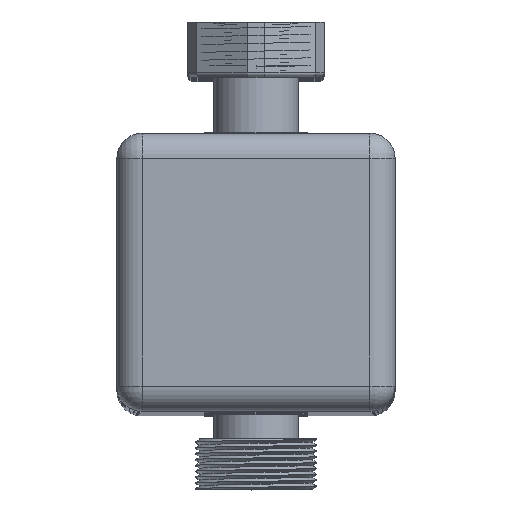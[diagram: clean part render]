
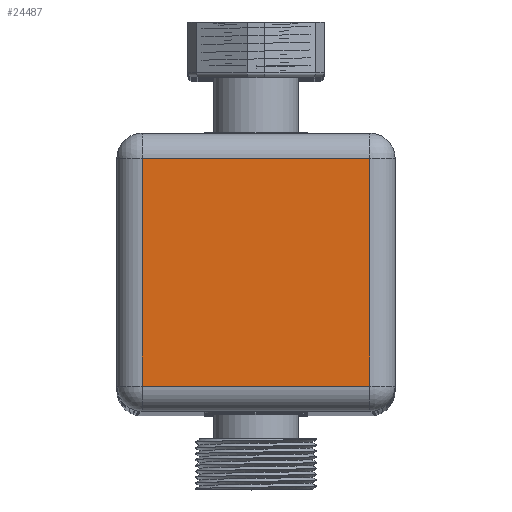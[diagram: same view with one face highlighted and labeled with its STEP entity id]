
A CAD part, top view. The second image highlights one B-rep face of the part: STEP entity #24487.
In plain terms, the highlighted planar face has unit normal (0, 0, 1).
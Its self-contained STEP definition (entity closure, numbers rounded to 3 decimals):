
#23959=DIRECTION('',(-1.,0.,0.));
#23960=VECTOR('',#23959,90.);
#23961=CARTESIAN_POINT('',(45.,45.,25.));
#23962=LINE('',#23961,#23960);
#23967=DIRECTION('',(0.,1.,0.));
#23968=VECTOR('',#23967,90.);
#23969=CARTESIAN_POINT('',(45.,-45.,25.));
#23970=LINE('',#23969,#23968);
#24021=DIRECTION('',(1.,0.,0.));
#24022=VECTOR('',#24021,90.);
#24023=CARTESIAN_POINT('',(-45.,-45.,25.));
#24024=LINE('',#24023,#24022);
#24052=DIRECTION('',(0.,-1.,0.));
#24053=VECTOR('',#24052,90.);
#24054=CARTESIAN_POINT('',(-45.,45.,25.));
#24055=LINE('',#24054,#24053);
#24372=CARTESIAN_POINT('',(-45.,45.,25.));
#24373=VERTEX_POINT('',#24372);
#24374=CARTESIAN_POINT('',(45.,45.,25.));
#24375=VERTEX_POINT('',#24374);
#24378=CARTESIAN_POINT('',(45.,-45.,25.));
#24379=VERTEX_POINT('',#24378);
#24380=CARTESIAN_POINT('',(-45.,-45.,25.));
#24381=VERTEX_POINT('',#24380);
#24473=CARTESIAN_POINT('',(0.,0.,25.));
#24474=DIRECTION('',(0.,0.,1.));
#24475=DIRECTION('',(1.,0.,0.));
#24476=AXIS2_PLACEMENT_3D('',#24473,#24474,#24475);
#24477=PLANE('',#24476);
#24479=ORIENTED_EDGE('',*,*,#24478,.F.);
#24481=ORIENTED_EDGE('',*,*,#24480,.F.);
#24483=ORIENTED_EDGE('',*,*,#24482,.F.);
#24484=ORIENTED_EDGE('',*,*,#24463,.F.);
#24485=EDGE_LOOP('',(#24479,#24481,#24483,#24484));
#24486=FACE_OUTER_BOUND('',#24485,.F.);
#24487=ADVANCED_FACE('',(#24486),#24477,.T.);
#24463=EDGE_CURVE('',#24375,#24373,#23962,.T.);
#24478=EDGE_CURVE('',#24379,#24375,#23970,.T.);
#24480=EDGE_CURVE('',#24381,#24379,#24024,.T.);
#24482=EDGE_CURVE('',#24373,#24381,#24055,.T.);
